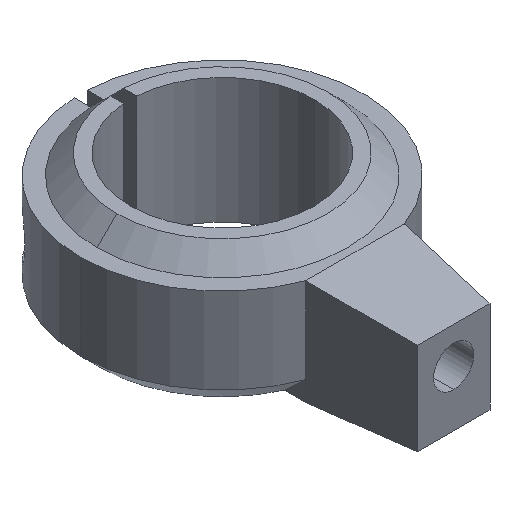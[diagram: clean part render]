
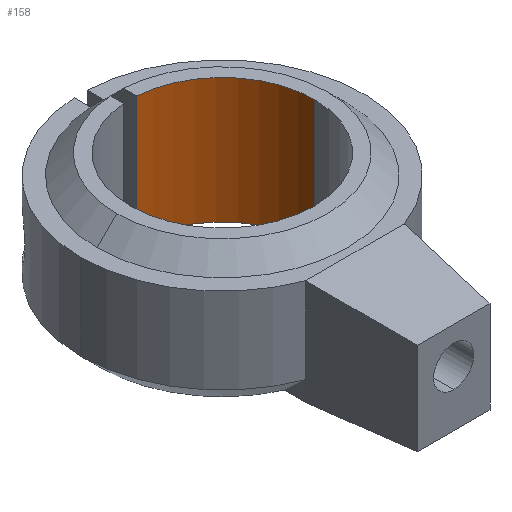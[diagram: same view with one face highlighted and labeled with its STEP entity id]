
A CAD part, isometric view. The second image highlights one B-rep face of the part: STEP entity #158.
In plain terms, the highlighted cylindrical face has radius 14 mm (diameter 28 mm), a partial arc.
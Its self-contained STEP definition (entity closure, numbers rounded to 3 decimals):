
#5 = VERTEX_POINT ( 'NONE', #316 ) ;
#44 = VERTEX_POINT ( 'NONE', #450 ) ;
#121 = EDGE_CURVE ( 'NONE', #489, #44, #1750, .T. ) ;
#133 = VECTOR ( 'NONE', #168, 1000. ) ;
#158 = ADVANCED_FACE ( 'NONE', ( #918 ), #299, .F. ) ;
#168 = DIRECTION ( 'NONE',  ( 0., 0., -1. ) ) ;
#223 = DIRECTION ( 'NONE',  ( -1., 0., 0. ) ) ;
#299 = CYLINDRICAL_SURFACE ( 'NONE', #1387, 14. ) ;
#305 = EDGE_LOOP ( 'NONE', ( #1691, #328, #1333, #771 ) ) ;
#316 = CARTESIAN_POINT ( 'NONE',  ( -14.719, 17.957, 0. ) ) ;
#328 = ORIENTED_EDGE ( 'NONE', *, *, #121, .F. ) ;
#414 = LINE ( 'NONE', #1406, #449 ) ;
#418 = AXIS2_PLACEMENT_3D ( 'NONE', #1588, #756, #1734 ) ;
#449 = VECTOR ( 'NONE', #718, 1000. ) ;
#450 = CARTESIAN_POINT ( 'NONE',  ( -1.719, 3.992, 19. ) ) ;
#489 = VERTEX_POINT ( 'NONE', #1437 ) ;
#621 = DIRECTION ( 'NONE',  ( 0., 0., -1. ) ) ;
#718 = DIRECTION ( 'NONE',  ( 0., 0., -1. ) ) ;
#756 = DIRECTION ( 'NONE',  ( 0., 0., 1. ) ) ;
#771 = ORIENTED_EDGE ( 'NONE', *, *, #1764, .F. ) ;
#918 = FACE_OUTER_BOUND ( 'NONE', #305, .T. ) ;
#1027 = EDGE_CURVE ( 'NONE', #489, #5, #414, .T. ) ;
#1036 = CIRCLE ( 'NONE', #418, 14. ) ;
#1161 = EDGE_CURVE ( 'NONE', #44, #1380, #1361, .T. ) ;
#1171 = CARTESIAN_POINT ( 'NONE',  ( -15.719, 3.992, 16. ) ) ;
#1189 = CARTESIAN_POINT ( 'NONE',  ( -1.719, 3.992, 0. ) ) ;
#1333 = ORIENTED_EDGE ( 'NONE', *, *, #1027, .T. ) ;
#1361 = LINE ( 'NONE', #1541, #133 ) ;
#1380 = VERTEX_POINT ( 'NONE', #1189 ) ;
#1387 = AXIS2_PLACEMENT_3D ( 'NONE', #1171, #621, #223 ) ;
#1406 = CARTESIAN_POINT ( 'NONE',  ( -14.719, 17.957, 16. ) ) ;
#1437 = CARTESIAN_POINT ( 'NONE',  ( -14.719, 17.957, 19. ) ) ;
#1451 = DIRECTION ( 'NONE',  ( 1., 0., 0. ) ) ;
#1541 = CARTESIAN_POINT ( 'NONE',  ( -1.719, 3.992, 16. ) ) ;
#1567 = AXIS2_PLACEMENT_3D ( 'NONE', #1742, #1722, #1451 ) ;
#1588 = CARTESIAN_POINT ( 'NONE',  ( -15.719, 3.992, 0. ) ) ;
#1691 = ORIENTED_EDGE ( 'NONE', *, *, #1161, .F. ) ;
#1722 = DIRECTION ( 'NONE',  ( 0., 0., -1. ) ) ;
#1734 = DIRECTION ( 'NONE',  ( 1., 0., 0. ) ) ;
#1742 = CARTESIAN_POINT ( 'NONE',  ( -15.719, 3.992, 19. ) ) ;
#1750 = CIRCLE ( 'NONE', #1567, 14. ) ;
#1764 = EDGE_CURVE ( 'NONE', #1380, #5, #1036, .T. ) ;
